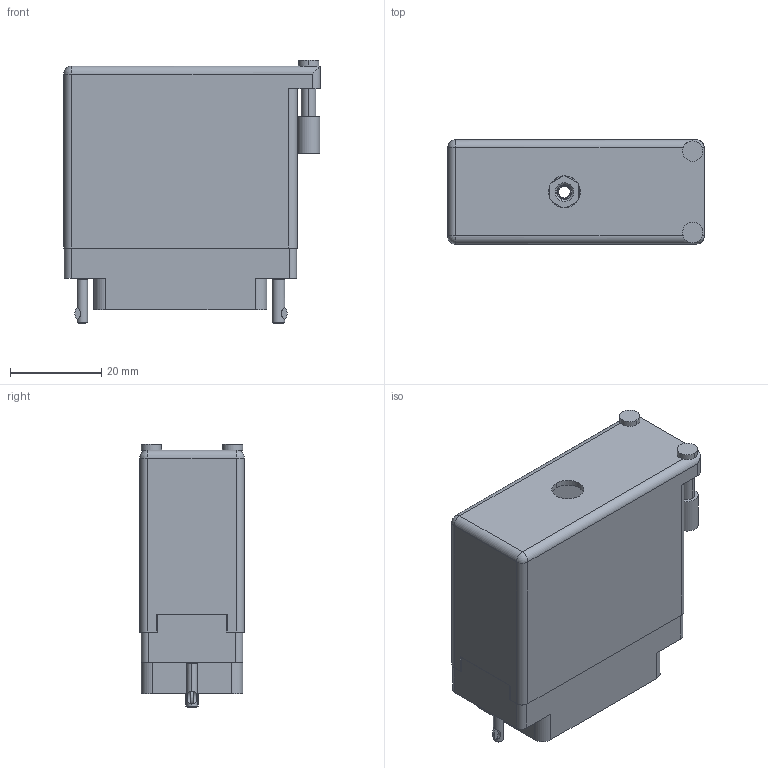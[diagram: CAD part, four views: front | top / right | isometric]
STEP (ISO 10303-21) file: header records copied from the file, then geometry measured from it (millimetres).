
FILE_DESCRIPTION (( 'STEP AP203' ), '1' );
FILE_NAME ('519-036-000-352.STEP', '2020-03-11T16:05:27', ( '' ), ( '' ), 'SwSTEP 2.0', 'SolidWorks 2016', '' );
FILE_SCHEMA (( 'CONFIG_CONTROL_DESIGN' ));
Length unit declared in the file: inch
Products named in the file (7): 519-036-000-352; 516-230-001_Metal - 038 Side Entry; 516-252-035-100_516-252-035-100; 516-222-038-102_038; 516-252-021-102_038; 519 Plug Insulator_036; 516-222-038-102_039
Assembly tree (7 placements, depth 2):
  519-036-000-352
    519 Plug Insulator_036
    516-252-035-100_516-252-035-100
    516-252-021-102_038  x2
    516-222-038-102_038
    516-222-038-102_039
    516-230-001_Metal - 038 Side Entry
Bounding box: 56.08 x 22.83 x 57.61 mm (x, y, z)
Volume: 18313.8 mm3; surface area: 26046.4 mm2
Topology: 7 solids, 7 shells, 1154 faces, 3278 edges, 2160 vertices
Faces by surface type: plane 703, cylinder 357, cone 46, bspline 42, torus 4, sphere 2
Entity records: 43966 total; most frequent: CARTESIAN_POINT 13707, ORIENTED_EDGE 6372, DIRECTION 5974, EDGE_CURVE 3186, LINE 2138, VECTOR 2138, VERTEX_POINT 2100, AXIS2_PLACEMENT_3D 1918
